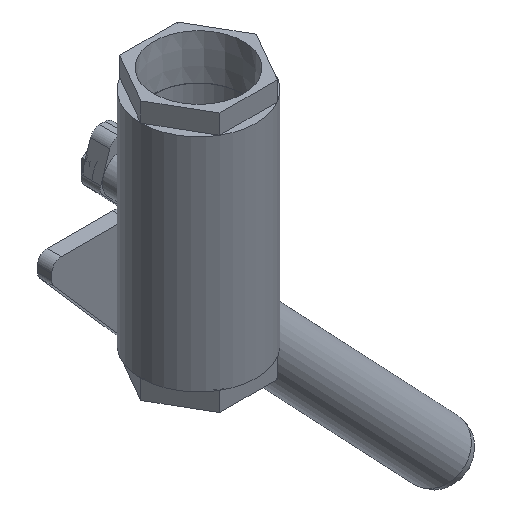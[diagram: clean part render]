
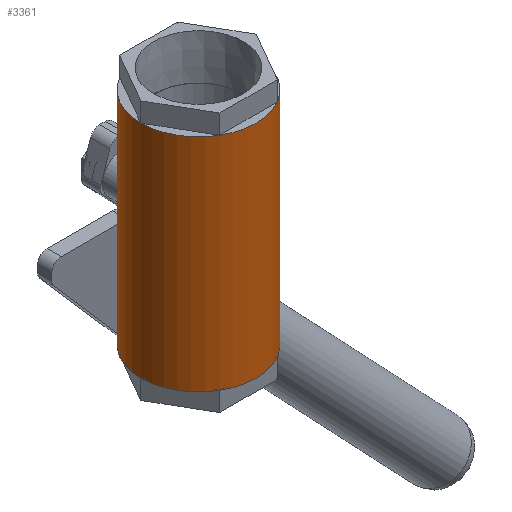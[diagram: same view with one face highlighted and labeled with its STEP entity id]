
A CAD part, isometric view. The second image highlights one B-rep face of the part: STEP entity #3361.
In plain terms, the highlighted cylindrical face has radius 19.05 mm (diameter 38.1 mm), a full revolution.
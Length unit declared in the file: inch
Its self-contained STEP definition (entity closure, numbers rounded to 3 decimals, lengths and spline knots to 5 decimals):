
#325=CARTESIAN_POINT('',(0.75,0.0,-3.12));
#326=VERTEX_POINT('',#325);
#333=CARTESIAN_POINT('',(0.375,-0.64952,-3.12));
#334=VERTEX_POINT('',#333);
#364=CARTESIAN_POINT('',(-0.375,-0.64952,-3.12));
#365=VERTEX_POINT('',#364);
#395=CARTESIAN_POINT('',(-0.75,0.,-3.12));
#396=VERTEX_POINT('',#395);
#426=CARTESIAN_POINT('',(-0.375,0.64952,-3.12));
#427=VERTEX_POINT('',#426);
#457=CARTESIAN_POINT('',(0.375,0.64952,-3.12));
#458=VERTEX_POINT('',#457);
#502=CARTESIAN_POINT('',(0.0,0.0,-3.12));
#503=DIRECTION('',(0.0,0.0,1.0));
#504=DIRECTION('',(-1.0,0.0,0.0));
#505=AXIS2_PLACEMENT_3D('',#502,#503,#504);
#506=CIRCLE('',#505,0.75);
#507=EDGE_CURVE('',#326,#458,#506,.T.);
#518=CARTESIAN_POINT('',(0.0,0.0,-3.12));
#519=DIRECTION('',(0.0,0.0,1.0));
#520=DIRECTION('',(-1.0,0.0,0.0));
#521=AXIS2_PLACEMENT_3D('',#518,#519,#520);
#522=CIRCLE('',#521,0.75);
#523=EDGE_CURVE('',#334,#326,#522,.T.);
#534=CARTESIAN_POINT('',(0.0,0.0,-3.12));
#535=DIRECTION('',(0.0,0.0,1.0));
#536=DIRECTION('',(-1.0,0.0,0.0));
#537=AXIS2_PLACEMENT_3D('',#534,#535,#536);
#538=CIRCLE('',#537,0.75);
#539=EDGE_CURVE('',#365,#334,#538,.T.);
#550=CARTESIAN_POINT('',(0.0,0.0,-3.12));
#551=DIRECTION('',(0.0,0.0,1.0));
#552=DIRECTION('',(-1.0,0.0,0.0));
#553=AXIS2_PLACEMENT_3D('',#550,#551,#552);
#554=CIRCLE('',#553,0.75);
#555=EDGE_CURVE('',#396,#365,#554,.T.);
#566=CARTESIAN_POINT('',(0.0,0.0,-3.12));
#567=DIRECTION('',(0.0,0.0,1.0));
#568=DIRECTION('',(-1.0,0.0,0.0));
#569=AXIS2_PLACEMENT_3D('',#566,#567,#568);
#570=CIRCLE('',#569,0.75);
#571=EDGE_CURVE('',#427,#396,#570,.T.);
#582=CARTESIAN_POINT('',(0.0,0.0,-3.12));
#583=DIRECTION('',(0.0,0.0,1.0));
#584=DIRECTION('',(-1.0,0.0,0.0));
#585=AXIS2_PLACEMENT_3D('',#582,#583,#584);
#586=CIRCLE('',#585,0.75);
#587=EDGE_CURVE('',#458,#427,#586,.T.);
#607=CARTESIAN_POINT('',(-0.75,0.0,-0.25));
#608=VERTEX_POINT('',#607);
#615=CARTESIAN_POINT('',(-0.375,-0.64952,-0.25));
#616=VERTEX_POINT('',#615);
#646=CARTESIAN_POINT('',(0.375,-0.64952,-0.25));
#647=VERTEX_POINT('',#646);
#677=CARTESIAN_POINT('',(0.75,0.,-0.25));
#678=VERTEX_POINT('',#677);
#708=CARTESIAN_POINT('',(0.375,0.64952,-0.25));
#709=VERTEX_POINT('',#708);
#739=CARTESIAN_POINT('',(-0.375,0.64952,-0.25));
#740=VERTEX_POINT('',#739);
#784=CARTESIAN_POINT('',(0.0,0.0,-0.25));
#785=DIRECTION('',(0.0,0.0,-1.0));
#786=DIRECTION('',(-1.0,0.0,0.0));
#787=AXIS2_PLACEMENT_3D('',#784,#785,#786);
#788=CIRCLE('',#787,0.75);
#789=EDGE_CURVE('',#608,#740,#788,.T.);
#800=CARTESIAN_POINT('',(0.0,0.0,-0.25));
#801=DIRECTION('',(0.0,0.0,-1.0));
#802=DIRECTION('',(-1.0,0.0,0.0));
#803=AXIS2_PLACEMENT_3D('',#800,#801,#802);
#804=CIRCLE('',#803,0.75);
#805=EDGE_CURVE('',#616,#608,#804,.T.);
#816=CARTESIAN_POINT('',(0.0,0.0,-0.25));
#817=DIRECTION('',(0.0,0.0,-1.0));
#818=DIRECTION('',(-1.0,0.0,0.0));
#819=AXIS2_PLACEMENT_3D('',#816,#817,#818);
#820=CIRCLE('',#819,0.75);
#821=EDGE_CURVE('',#647,#616,#820,.T.);
#832=CARTESIAN_POINT('',(0.0,0.0,-0.25));
#833=DIRECTION('',(0.0,0.0,-1.0));
#834=DIRECTION('',(-1.0,0.0,0.0));
#835=AXIS2_PLACEMENT_3D('',#832,#833,#834);
#836=CIRCLE('',#835,0.75);
#837=EDGE_CURVE('',#678,#647,#836,.T.);
#848=CARTESIAN_POINT('',(0.0,0.0,-0.25));
#849=DIRECTION('',(0.0,0.0,-1.0));
#850=DIRECTION('',(-1.0,0.0,0.0));
#851=AXIS2_PLACEMENT_3D('',#848,#849,#850);
#852=CIRCLE('',#851,0.75);
#853=EDGE_CURVE('',#709,#678,#852,.T.);
#864=CARTESIAN_POINT('',(0.0,0.0,-0.25));
#865=DIRECTION('',(0.0,0.0,-1.0));
#866=DIRECTION('',(-1.0,0.0,0.0));
#867=AXIS2_PLACEMENT_3D('',#864,#865,#866);
#868=CIRCLE('',#867,0.75);
#869=EDGE_CURVE('',#740,#709,#868,.T.);
#3286=CARTESIAN_POINT('',(0.25,0.70711,-1.685));
#3287=VERTEX_POINT('',#3286);
#3288=CARTESIAN_POINT('',(0.25,0.70711,-1.685));
#3289=CARTESIAN_POINT('',(0.25,0.70711,-1.65334));
#3290=CARTESIAN_POINT('',(0.24362,0.70946,-1.61975));
#3291=CARTESIAN_POINT('',(0.21804,0.71773,-1.55824));
#3292=CARTESIAN_POINT('',(0.19884,0.72352,-1.53029));
#3293=CARTESIAN_POINT('',(0.15472,0.73422,-1.48617));
#3294=CARTESIAN_POINT('',(0.12677,0.73986,-1.46696));
#3295=CARTESIAN_POINT('',(0.06524,0.7478,-1.44137));
#3296=CARTESIAN_POINT('',(0.03165,0.75,-1.435));
#3297=CARTESIAN_POINT('',(-0.03165,0.75,-1.435));
#3298=CARTESIAN_POINT('',(-0.06524,0.7478,-1.44137));
#3299=CARTESIAN_POINT('',(-0.12677,0.73986,-1.46696));
#3300=CARTESIAN_POINT('',(-0.15472,0.73422,-1.48617));
#3301=CARTESIAN_POINT('',(-0.19884,0.72352,-1.53029));
#3302=CARTESIAN_POINT('',(-0.21804,0.71773,-1.55824));
#3303=CARTESIAN_POINT('',(-0.24362,0.70946,-1.61975));
#3304=CARTESIAN_POINT('',(-0.25,0.70711,-1.65334));
#3305=CARTESIAN_POINT('',(-0.25,0.70711,-1.71666));
#3306=CARTESIAN_POINT('',(-0.24362,0.70946,-1.75025));
#3307=CARTESIAN_POINT('',(-0.21804,0.71773,-1.81176));
#3308=CARTESIAN_POINT('',(-0.19884,0.72352,-1.83971));
#3309=CARTESIAN_POINT('',(-0.15472,0.73422,-1.88383));
#3310=CARTESIAN_POINT('',(-0.12677,0.73986,-1.90304));
#3311=CARTESIAN_POINT('',(-0.06524,0.7478,-1.92863));
#3312=CARTESIAN_POINT('',(-0.03165,0.75,-1.935));
#3313=CARTESIAN_POINT('',(0.03165,0.75,-1.935));
#3314=CARTESIAN_POINT('',(0.06524,0.7478,-1.92863));
#3315=CARTESIAN_POINT('',(0.12677,0.73986,-1.90304));
#3316=CARTESIAN_POINT('',(0.15472,0.73422,-1.88383));
#3317=CARTESIAN_POINT('',(0.19884,0.72352,-1.83971));
#3318=CARTESIAN_POINT('',(0.21804,0.71773,-1.81176));
#3319=CARTESIAN_POINT('',(0.24362,0.70946,-1.75025));
#3320=CARTESIAN_POINT('',(0.25,0.70711,-1.71666));
#3321=CARTESIAN_POINT('',(0.25,0.70711,-1.685));
#3322=B_SPLINE_CURVE_WITH_KNOTS('',3,(#3288,#3289,#3290,#3291,#3292,#3293,#3294,#3295,#3296,#3297,#3298,#3299,#3300,#3301,#3302,#3303,#3304,#3305,#3306,#3307,#3308,#3309,#3310,#3311,#3312,#3313,#3314,#3315,#3316,#3317,#3318,#3319,#3320,#3321),.UNSPECIFIED.,.T.,.U.,(4,2,2,2,2,2,2,2,2,2,2,2,2,2,2,2,4),(0.0,0.24126,0.48252,0.72367,0.96482,1.20597,1.44712,1.68838,1.92964,2.1709,2.41216,2.65331,2.89446,3.13561,3.37676,3.61802,3.85928),.UNSPECIFIED.);
#3323=EDGE_CURVE('',#3287,#3287,#3322,.T.);
#3337=CARTESIAN_POINT('',(0.0,0.0,0.0));
#3338=DIRECTION('',(0.0,0.0,-1.0));
#3339=DIRECTION('',(-1.0,0.0,0.0));
#3340=AXIS2_PLACEMENT_3D('',#3337,#3338,#3339);
#3341=CYLINDRICAL_SURFACE('',#3340,0.75);
#3342=ORIENTED_EDGE('',*,*,#587,.T.);
#3343=ORIENTED_EDGE('',*,*,#571,.T.);
#3344=ORIENTED_EDGE('',*,*,#555,.T.);
#3345=ORIENTED_EDGE('',*,*,#539,.T.);
#3346=ORIENTED_EDGE('',*,*,#523,.T.);
#3347=ORIENTED_EDGE('',*,*,#507,.T.);
#3348=EDGE_LOOP('',(#3342,#3343,#3344,#3345,#3346,#3347));
#3349=FACE_OUTER_BOUND('',#3348,.T.);
#3350=ORIENTED_EDGE('',*,*,#869,.T.);
#3351=ORIENTED_EDGE('',*,*,#853,.T.);
#3352=ORIENTED_EDGE('',*,*,#837,.T.);
#3353=ORIENTED_EDGE('',*,*,#821,.T.);
#3354=ORIENTED_EDGE('',*,*,#805,.T.);
#3355=ORIENTED_EDGE('',*,*,#789,.T.);
#3356=EDGE_LOOP('',(#3350,#3351,#3352,#3353,#3354,#3355));
#3357=FACE_BOUND('',#3356,.T.);
#3358=ORIENTED_EDGE('',*,*,#3323,.T.);
#3359=EDGE_LOOP('',(#3358));
#3360=FACE_BOUND('',#3359,.T.);
#3361=ADVANCED_FACE('',(#3349,#3357,#3360),#3341,.T.);
